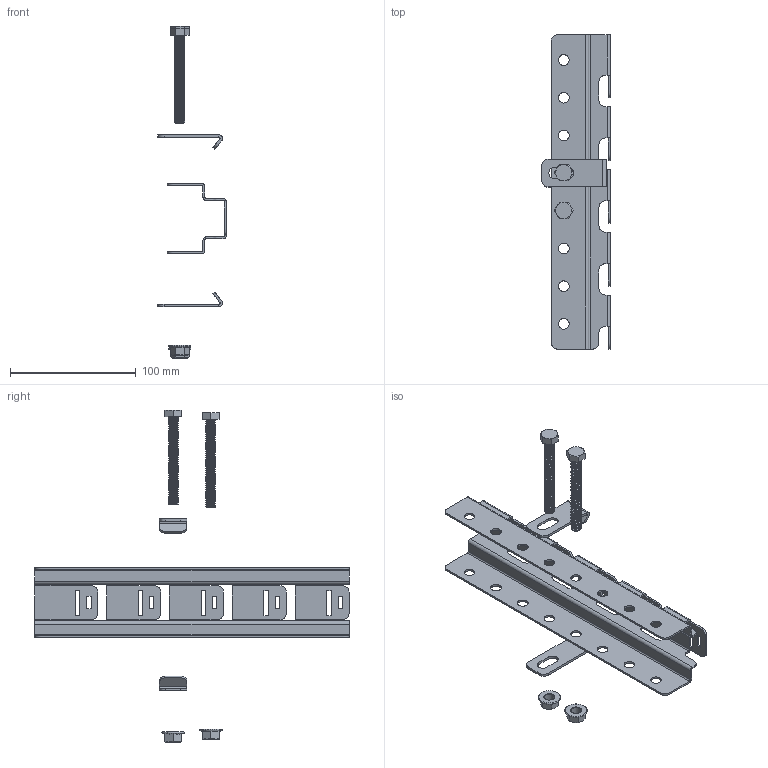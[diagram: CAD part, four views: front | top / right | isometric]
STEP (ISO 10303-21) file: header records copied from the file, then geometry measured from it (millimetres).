
FILE_DESCRIPTION (( 'STEP AP203' ), '1' );
FILE_NAME ('ﾁ裼粨炅魵鮱 1.STEP', '2022-10-21T13:20:02', ( '' ), ( '' ), 'SwSTEP 2.0', 'SolidWorks 2022', '' );
FILE_SCHEMA (( 'CONFIG_CONTROL_DESIGN' ));
Length unit declared in the file: millimetre
Products named in the file (5): 38_КИВА 189.20.01 Крепление безвинтовое; 38_Гайка Din 6923_М8; Безвинтовое 1; Болт ГОСТ 7798 (new)_М8х70; 38_КИВА 189.30.02 Кронштейн
Assembly tree (7 placements, depth 2):
  Безвинтовое 1
    38_КИВА 189.20.01 Крепление безвинтовое
    38_Гайка Din 6923_М8  x2
    38_КИВА 189.30.02 Кронштейн  x2
    Болт ГОСТ 7798 (new)_М8х70  x2
Bounding box: 54.5 x 250 x 264.19 mm (x, y, z)
Volume: 60524.3 mm3; surface area: 79482.1 mm2
Topology: 7 solids, 7 shells, 562 faces, 1494 edges, 940 vertices
Faces by surface type: cylinder 300, plane 218, cone 32, bspline 8, torus 4
Entity records: 25379 total; most frequent: CARTESIAN_POINT 15062, ORIENTED_EDGE 2138, DIRECTION 1895, EDGE_CURVE 1069, VERTEX_POINT 666, AXIS2_PLACEMENT_3D 640, LINE 615, VECTOR 615
